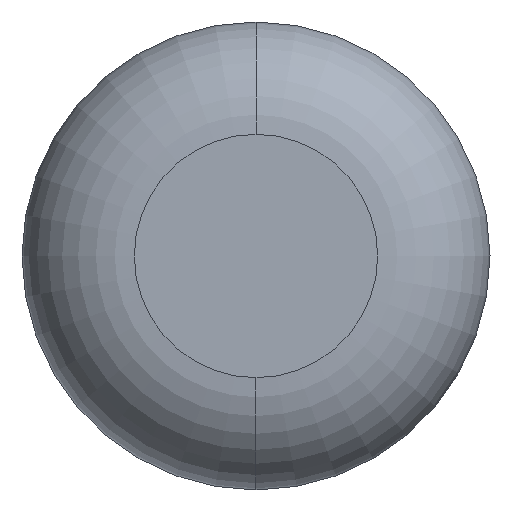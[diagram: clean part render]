
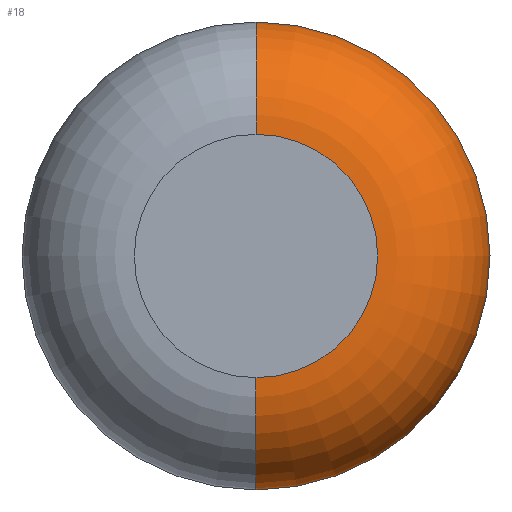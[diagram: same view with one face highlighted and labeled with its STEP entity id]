
A CAD part, front view. The second image highlights one B-rep face of the part: STEP entity #18.
In plain terms, the highlighted toroidal (fillet/blend) face has major radius 2.477 mm and minor radius 2.286 mm.
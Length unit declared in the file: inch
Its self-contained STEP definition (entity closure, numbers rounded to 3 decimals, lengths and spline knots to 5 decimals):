
#18 = ADVANCED_FACE ( 'NONE', ( #67 ), #161, .T. ) ;
#25 = CARTESIAN_POINT ( 'NONE',  ( 0., 0.09, -0.0975 ) ) ;
#30 = ORIENTED_EDGE ( 'NONE', *, *, #117, .T. ) ;
#38 = AXIS2_PLACEMENT_3D ( 'NONE', #156, #127, #216 ) ;
#46 = CARTESIAN_POINT ( 'NONE',  ( 0., 0., 0.0975 ) ) ;
#49 = DIRECTION ( 'NONE',  ( 0., 0., -1. ) ) ;
#52 = DIRECTION ( 'NONE',  ( 0., 0., 1. ) ) ;
#57 = EDGE_CURVE ( 'NONE', #314, #217, #264, .T. ) ;
#65 = VERTEX_POINT ( 'NONE', #295 ) ;
#67 = FACE_OUTER_BOUND ( 'NONE', #71, .T. ) ;
#71 = EDGE_LOOP ( 'NONE', ( #95, #30, #194, #91 ) ) ;
#81 = DIRECTION ( 'NONE',  ( -1., 0., 0. ) ) ;
#82 = AXIS2_PLACEMENT_3D ( 'NONE', #324, #237, #49 ) ;
#91 = ORIENTED_EDGE ( 'NONE', *, *, #110, .F. ) ;
#95 = ORIENTED_EDGE ( 'NONE', *, *, #57, .T. ) ;
#110 = EDGE_CURVE ( 'NONE', #314, #65, #128, .T. ) ;
#117 = EDGE_CURVE ( 'NONE', #217, #317, #214, .T. ) ;
#120 = CARTESIAN_POINT ( 'NONE',  ( 0., 0.09, 0.0975 ) ) ;
#127 = DIRECTION ( 'NONE',  ( 0., -1., 0. ) ) ;
#128 = CIRCLE ( 'NONE', #162, 0.09 ) ;
#137 = CARTESIAN_POINT ( 'NONE',  ( 0., 0.09, -0.1875 ) ) ;
#140 = AXIS2_PLACEMENT_3D ( 'NONE', #120, #329, #147 ) ;
#147 = DIRECTION ( 'NONE',  ( 0., 0., -1. ) ) ;
#156 = CARTESIAN_POINT ( 'NONE',  ( 0., 0., 0. ) ) ;
#161 = TOROIDAL_SURFACE ( 'NONE', #82, 0.0975, 0.09 ) ;
#162 = AXIS2_PLACEMENT_3D ( 'NONE', #25, #81, #52 ) ;
#194 = ORIENTED_EDGE ( 'NONE', *, *, #240, .F. ) ;
#214 = CIRCLE ( 'NONE', #140, 0.09 ) ;
#216 = DIRECTION ( 'NONE',  ( 0., 0., -1. ) ) ;
#217 = VERTEX_POINT ( 'NONE', #338 ) ;
#237 = DIRECTION ( 'NONE',  ( 0., -1., 0. ) ) ;
#240 = EDGE_CURVE ( 'NONE', #65, #317, #362, .T. ) ;
#258 = DIRECTION ( 'NONE',  ( 0., -1., 0. ) ) ;
#260 = CARTESIAN_POINT ( 'NONE',  ( 0., 0.09, 0. ) ) ;
#264 = CIRCLE ( 'NONE', #270, 0.1875 ) ;
#270 = AXIS2_PLACEMENT_3D ( 'NONE', #260, #258, #290 ) ;
#290 = DIRECTION ( 'NONE',  ( 0., 0., -1. ) ) ;
#295 = CARTESIAN_POINT ( 'NONE',  ( 0., 0., -0.0975 ) ) ;
#314 = VERTEX_POINT ( 'NONE', #137 ) ;
#317 = VERTEX_POINT ( 'NONE', #46 ) ;
#324 = CARTESIAN_POINT ( 'NONE',  ( 0., 0.09, 0. ) ) ;
#329 = DIRECTION ( 'NONE',  ( 1., 0., 0. ) ) ;
#338 = CARTESIAN_POINT ( 'NONE',  ( 0., 0.09, 0.1875 ) ) ;
#362 = CIRCLE ( 'NONE', #38, 0.0975 ) ;
